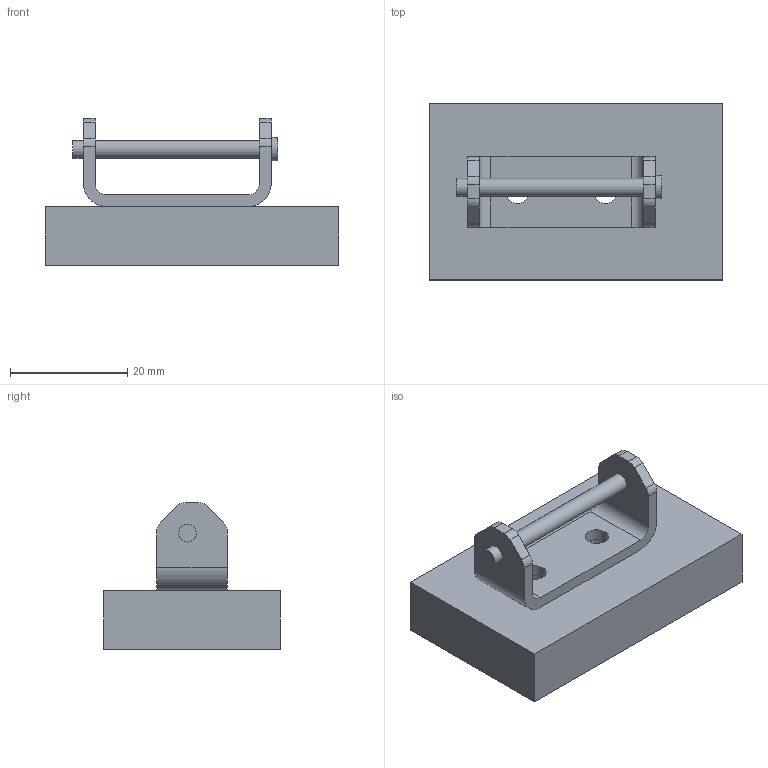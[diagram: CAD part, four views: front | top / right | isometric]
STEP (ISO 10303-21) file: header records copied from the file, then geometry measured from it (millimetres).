
FILE_DESCRIPTION(/* description */ (''),/* implementation_level */ '2;1');
FILE_NAME(/* name */ '1 v1.step',/* time_stamp */ '2022-02-23T20:30:02-07:00',/* author */ (''),/* organization */ (''),/* preprocessor_version */ 'ST-DEVELOPER v18.1',/* originating_system */ 'Autodesk Translation Framework v10.13.0.1454',/* authorisation */ '');
FILE_SCHEMA (('AUTOMOTIVE_DESIGN { 1 0 10303 214 3 1 1 }'));
Length unit declared in the file: millimetre
Products named in the file (3): 1; Component1; Component3
Assembly tree (2 placements, depth 2):
  1
    Component1
    Component3
Bounding box: 50 x 30 x 25 mm (x, y, z)
Volume: 16186.9 mm3; surface area: 6681.8 mm2
Topology: 3 solids, 3 shells, 43 faces, 108 edges, 72 vertices
Faces by surface type: plane 23, cylinder 20
Full cylindrical faces by diameter (mm): 3 x3, 4 x5
Entity records: 1426 total; most frequent: DIRECTION 244, CARTESIAN_POINT 228, ORIENTED_EDGE 216, EDGE_CURVE 108, AXIS2_PLACEMENT_3D 88, VERTEX_POINT 72, LINE 68, VECTOR 68
